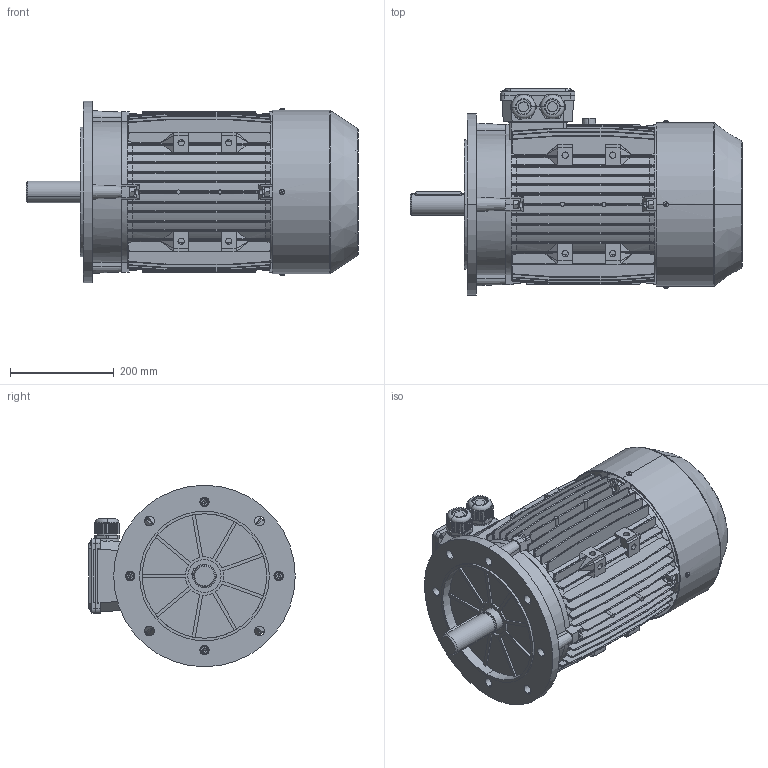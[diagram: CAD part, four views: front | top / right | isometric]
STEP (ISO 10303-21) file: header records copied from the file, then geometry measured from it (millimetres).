
FILE_DESCRIPTION (( 'STEP AP203' ), '1' );
FILE_NAME ('160 B5.STEP', '2014-05-10T07:47:00', ( 'USER' ), ( 'MS' ), 'SwSTEP 2.0', 'SolidWorks 2008', '' );
FILE_SCHEMA (( 'CONFIG_CONTROL_DESIGN' ));
Length unit declared in the file: millimetre
Products named in the file (13): 160 后盖_默认; 160风叶_默认; MS160 风罩_默认; Hexagon socket head cap screws GB_GB_FASTENER_SCREWS_HSHCS M10X45-N; Hexagon nuts grade C GB_GB_FASTENER_NUT_SNC1 M10-N; 160 B5; 160机壳_默认; 160转轴_默认; MS160 新接线盒盖_默认; MS160 新接线盒座_默认; 180出线螺杆_默认; Cross recessed thread forming screws GB_GB_CROSS_SCREWS_TYPE138 M5X12-N; 160 B5盖_默认
Assembly tree (34 placements, depth 2):
  160 B5
    Hexagon nuts grade C GB_GB_FASTENER_NUT_SNC1 M10-N  x8
    MS160 新接线盒座_默认
    Cross recessed thread forming screws GB_GB_CROSS_SCREWS_TYPE138 M5X12-N  x8
    Hexagon socket head cap screws GB_GB_FASTENER_SCREWS_HSHCS M10X45-N  x8
    160机壳_默认
    160转轴_默认
    160风叶_默认
    MS160 风罩_默认
    160 B5盖_默认
    MS160 新接线盒盖_默认
    180出线螺杆_默认  x2
    160 后盖_默认
Bounding box: 639.99 x 398 x 350 mm (x, y, z)
Volume: 6499780.3 mm3; surface area: 2563738.9 mm2
Topology: 34 solids, 34 shells, 4610 faces, 12357 edges, 7893 vertices
Faces by surface type: plane 2852, cylinder 1133, bspline 280, cone 229, torus 100, sphere 16
Entity records: 137716 total; most frequent: CARTESIAN_POINT 36530, ORIENTED_EDGE 21722, DIRECTION 18898, EDGE_CURVE 10861, VECTOR 7548, LINE 7548, VERTEX_POINT 6948, AXIS2_PLACEMENT_3D 5675
